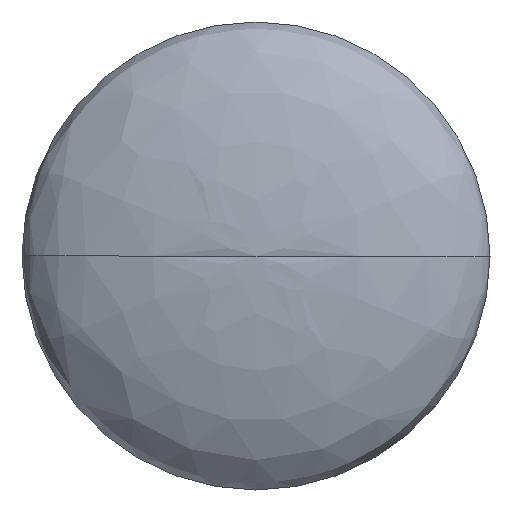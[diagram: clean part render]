
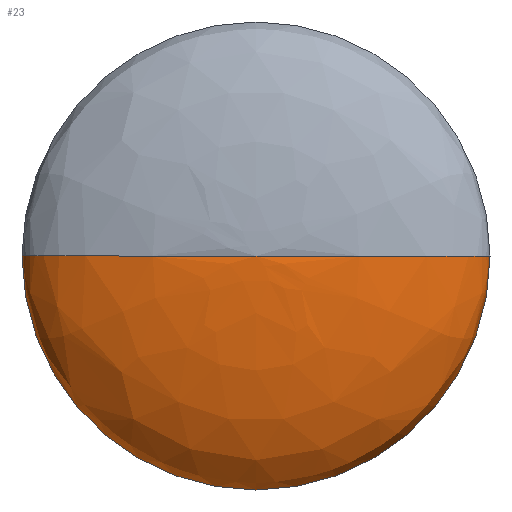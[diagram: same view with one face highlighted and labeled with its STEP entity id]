
A CAD part, front view. The second image highlights one B-rep face of the part: STEP entity #23.
In plain terms, the highlighted free-form (B-spline) face has degree [3, 3] with [4, 4] control points.
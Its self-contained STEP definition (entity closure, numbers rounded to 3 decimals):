
#12 = CARTESIAN_POINT ( 'NONE',  ( 10.837, 1., 0. ) ) ;
#23 = ADVANCED_FACE ( 'NONE', ( #339 ), #55, .T. ) ;
#34 = CARTESIAN_POINT ( 'NONE',  ( -18.5, 7., 0. ) ) ;
#55 =( BOUNDED_SURFACE ( )  B_SPLINE_SURFACE ( 3, 3, ( 
 ( #416, #187, #150, #460 ),
 ( #72, #503, #381, #421 ),
 ( #106, #69, #269, #383 ),
 ( #34, #143, #227, #224 ) ),
 .UNSPECIFIED., .F., .F., .T. ) 
 B_SPLINE_SURFACE_WITH_KNOTS ( ( 4, 4 ),
 ( 4, 4 ),
 ( 0., 1. ),
 ( 0., 1. ),
 .UNSPECIFIED. ) 
 GEOMETRIC_REPRESENTATION_ITEM ( )  RATIONAL_B_SPLINE_SURFACE ( (
 ( 1., 0.333, 0.333, 1.),
 ( 0.805, 0.268, 0.268, 0.805),
 ( 0.805, 0.268, 0.268, 0.805),
 ( 1., 0.333, 0.333, 1.) ) ) 
 REPRESENTATION_ITEM ( '' )  SURFACE ( )  );
#57 = VERTEX_POINT ( 'NONE', #271 ) ;
#69 = CARTESIAN_POINT ( 'NONE',  ( -18.5, 3.485, -37. ) ) ;
#71 = DIRECTION ( 'NONE',  ( 0., -1., 0. ) ) ;
#72 = CARTESIAN_POINT ( 'NONE',  ( -10.837, 1., 0. ) ) ;
#77 = DIRECTION ( 'NONE',  ( 1., 0., 0. ) ) ;
#106 = CARTESIAN_POINT ( 'NONE',  ( -18.5, 3.485, 0. ) ) ;
#131 = VERTEX_POINT ( 'NONE', #429 ) ;
#143 = CARTESIAN_POINT ( 'NONE',  ( -18.5, 7., -37. ) ) ;
#147 = EDGE_CURVE ( 'NONE', #57, #131, #232, .T. ) ;
#150 = CARTESIAN_POINT ( 'NONE',  ( 0., 1., 0. ) ) ;
#153 = CARTESIAN_POINT ( 'NONE',  ( 0., 1., 0. ) ) ;
#154 = CARTESIAN_POINT ( 'NONE',  ( 18.5, 3.485, 0. ) ) ;
#183 = CARTESIAN_POINT ( 'NONE',  ( -18.5, 7., 0. ) ) ;
#187 = CARTESIAN_POINT ( 'NONE',  ( 0., 1., 0. ) ) ;
#207 = EDGE_CURVE ( 'NONE', #57, #243, #422, .T. ) ;
#214 = EDGE_LOOP ( 'NONE', ( #301, #364, #295 ) ) ;
#224 = CARTESIAN_POINT ( 'NONE',  ( 18.5, 7., 0. ) ) ;
#227 = CARTESIAN_POINT ( 'NONE',  ( 18.5, 7., -37. ) ) ;
#232 =( BOUNDED_CURVE ( )  B_SPLINE_CURVE ( 3, ( #355, #12, #154, #394 ),
 .UNSPECIFIED., .F., .F. ) 
 B_SPLINE_CURVE_WITH_KNOTS ( ( 4, 4 ),
 ( 4.712, 6.283 ),
 .UNSPECIFIED. ) 
 CURVE ( )  GEOMETRIC_REPRESENTATION_ITEM ( )  RATIONAL_B_SPLINE_CURVE ( ( 1., 0.805, 0.805, 1. ) ) 
 REPRESENTATION_ITEM ( '' )  );
#243 = VERTEX_POINT ( 'NONE', #378 ) ;
#269 = CARTESIAN_POINT ( 'NONE',  ( 18.5, 3.485, -37. ) ) ;
#271 = CARTESIAN_POINT ( 'NONE',  ( 0., 1., 0. ) ) ;
#295 = ORIENTED_EDGE ( 'NONE', *, *, #312, .T. ) ;
#301 = ORIENTED_EDGE ( 'NONE', *, *, #147, .F. ) ;
#310 = CIRCLE ( 'NONE', #326, 18.5 ) ;
#312 = EDGE_CURVE ( 'NONE', #243, #131, #310, .T. ) ;
#326 = AXIS2_PLACEMENT_3D ( 'NONE', #417, #71, #77 ) ;
#337 = CARTESIAN_POINT ( 'NONE',  ( -10.837, 1., 0. ) ) ;
#339 = FACE_OUTER_BOUND ( 'NONE', #214, .T. ) ;
#350 = CARTESIAN_POINT ( 'NONE',  ( -18.5, 3.485, 0. ) ) ;
#355 = CARTESIAN_POINT ( 'NONE',  ( 0., 1., 0. ) ) ;
#364 = ORIENTED_EDGE ( 'NONE', *, *, #207, .T. ) ;
#378 = CARTESIAN_POINT ( 'NONE',  ( -18.5, 7., 0. ) ) ;
#381 = CARTESIAN_POINT ( 'NONE',  ( 10.837, 1., -21.674 ) ) ;
#383 = CARTESIAN_POINT ( 'NONE',  ( 18.5, 3.485, 0. ) ) ;
#394 = CARTESIAN_POINT ( 'NONE',  ( 18.5, 7., 0. ) ) ;
#416 = CARTESIAN_POINT ( 'NONE',  ( 0., 1., 0. ) ) ;
#417 = CARTESIAN_POINT ( 'NONE',  ( 0., 7., 0. ) ) ;
#421 = CARTESIAN_POINT ( 'NONE',  ( 10.837, 1., 0. ) ) ;
#422 =( BOUNDED_CURVE ( )  B_SPLINE_CURVE ( 3, ( #153, #337, #350, #183 ),
 .UNSPECIFIED., .F., .T. ) 
 B_SPLINE_CURVE_WITH_KNOTS ( ( 4, 4 ),
 ( 4.712, 6.283 ),
 .UNSPECIFIED. ) 
 CURVE ( )  GEOMETRIC_REPRESENTATION_ITEM ( )  RATIONAL_B_SPLINE_CURVE ( ( 1., 0.805, 0.805, 1. ) ) 
 REPRESENTATION_ITEM ( '' )  );
#429 = CARTESIAN_POINT ( 'NONE',  ( 18.5, 7., 0. ) ) ;
#460 = CARTESIAN_POINT ( 'NONE',  ( 0., 1., 0. ) ) ;
#503 = CARTESIAN_POINT ( 'NONE',  ( -10.837, 1., -21.674 ) ) ;
